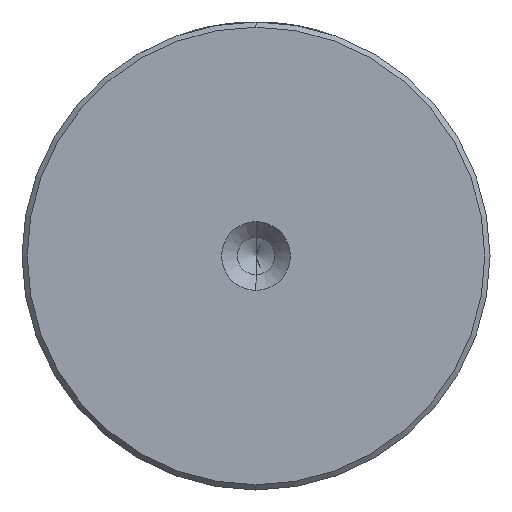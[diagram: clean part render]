
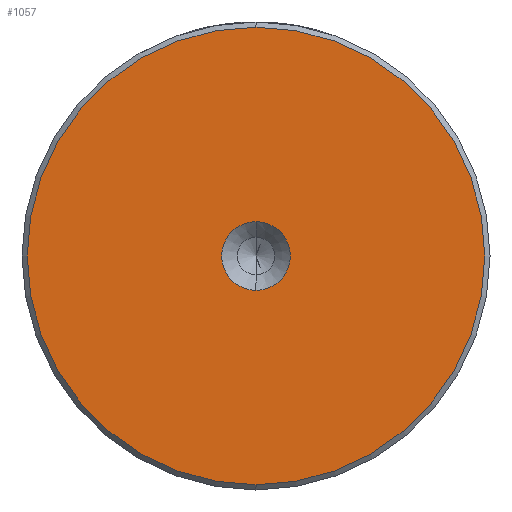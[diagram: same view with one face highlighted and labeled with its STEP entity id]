
A CAD part, left-side view. The second image highlights one B-rep face of the part: STEP entity #1057.
In plain terms, the highlighted planar face has unit normal (-1, 0, 0).
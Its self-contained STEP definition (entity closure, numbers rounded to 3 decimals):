
#7 = DIRECTION ( 'NONE',  ( 0., 0., 1. ) ) ;
#20 = CARTESIAN_POINT ( 'NONE',  ( 0., 0., 3.3 ) ) ;
#104 = DIRECTION ( 'NONE',  ( 0., 0., 1. ) ) ;
#260 = CARTESIAN_POINT ( 'NONE',  ( 0., 0., 0. ) ) ;
#396 = ORIENTED_EDGE ( 'NONE', *, *, #2046, .T. ) ;
#478 = ORIENTED_EDGE ( 'NONE', *, *, #934, .T. ) ;
#497 = DIRECTION ( 'NONE',  ( 0., 0., 1. ) ) ;
#503 = CARTESIAN_POINT ( 'NONE',  ( 0., 0., -3.3 ) ) ;
#559 = DIRECTION ( 'NONE',  ( -1., 0., 0. ) ) ;
#579 = EDGE_LOOP ( 'NONE', ( #478, #396 ) ) ;
#589 = CIRCLE ( 'NONE', #2524, 3.3 ) ;
#748 = CARTESIAN_POINT ( 'NONE',  ( 0., 0., 22. ) ) ;
#791 = CARTESIAN_POINT ( 'NONE',  ( 0., 0., 0. ) ) ;
#875 = CARTESIAN_POINT ( 'NONE',  ( 0., 0., -22. ) ) ;
#934 = EDGE_CURVE ( 'NONE', #1377, #1089, #1157, .T. ) ;
#1025 = DIRECTION ( 'NONE',  ( 0., 0., 1. ) ) ;
#1057 = ADVANCED_FACE ( 'NONE', ( #1846, #2569 ), #2993, .T. ) ;
#1089 = VERTEX_POINT ( 'NONE', #748 ) ;
#1157 = CIRCLE ( 'NONE', #1411, 22. ) ;
#1283 = EDGE_LOOP ( 'NONE', ( #1504, #1784 ) ) ;
#1377 = VERTEX_POINT ( 'NONE', #875 ) ;
#1411 = AXIS2_PLACEMENT_3D ( 'NONE', #260, #1938, #497 ) ;
#1457 = DIRECTION ( 'NONE',  ( -1., 0., 0. ) ) ;
#1504 = ORIENTED_EDGE ( 'NONE', *, *, #2897, .F. ) ;
#1547 = DIRECTION ( 'NONE',  ( -1., 0., 0. ) ) ;
#1678 = AXIS2_PLACEMENT_3D ( 'NONE', #2495, #1457, #7 ) ;
#1784 = ORIENTED_EDGE ( 'NONE', *, *, #2372, .F. ) ;
#1846 = FACE_OUTER_BOUND ( 'NONE', #579, .T. ) ;
#1863 = VERTEX_POINT ( 'NONE', #503 ) ;
#1893 = VERTEX_POINT ( 'NONE', #20 ) ;
#1938 = DIRECTION ( 'NONE',  ( -1., 0., 0. ) ) ;
#1990 = CARTESIAN_POINT ( 'NONE',  ( 0., 0., 0. ) ) ;
#2046 = EDGE_CURVE ( 'NONE', #1089, #1377, #2323, .T. ) ;
#2236 = DIRECTION ( 'NONE',  ( 0., 0., 1. ) ) ;
#2323 = CIRCLE ( 'NONE', #2703, 22. ) ;
#2372 = EDGE_CURVE ( 'NONE', #1863, #1893, #2855, .T. ) ;
#2477 = DIRECTION ( 'NONE',  ( -1., 0., 0. ) ) ;
#2495 = CARTESIAN_POINT ( 'NONE',  ( 0., 0., 0. ) ) ;
#2524 = AXIS2_PLACEMENT_3D ( 'NONE', #791, #2477, #1025 ) ;
#2569 = FACE_BOUND ( 'NONE', #1283, .T. ) ;
#2703 = AXIS2_PLACEMENT_3D ( 'NONE', #1990, #559, #2236 ) ;
#2807 = AXIS2_PLACEMENT_3D ( 'NONE', #3003, #1547, #104 ) ;
#2855 = CIRCLE ( 'NONE', #2807, 3.3 ) ;
#2897 = EDGE_CURVE ( 'NONE', #1893, #1863, #589, .T. ) ;
#2993 = PLANE ( 'NONE',  #1678 ) ;
#3003 = CARTESIAN_POINT ( 'NONE',  ( 0., 0., 0. ) ) ;
